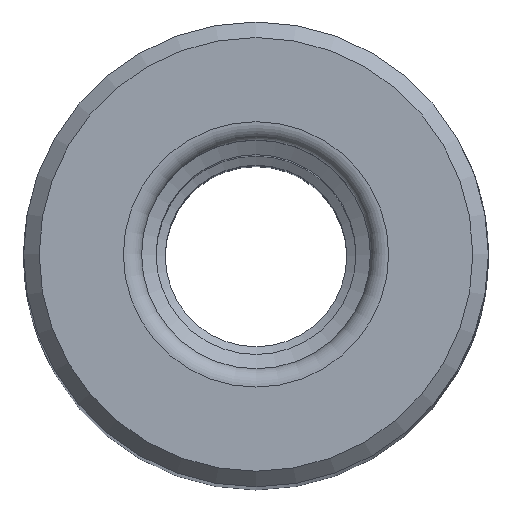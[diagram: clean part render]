
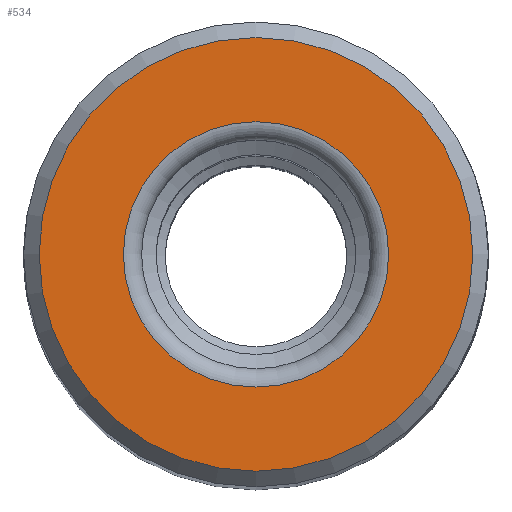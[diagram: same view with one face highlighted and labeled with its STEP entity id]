
A CAD part, top view. The second image highlights one B-rep face of the part: STEP entity #534.
In plain terms, the highlighted planar face has unit normal (0, 0, 1).
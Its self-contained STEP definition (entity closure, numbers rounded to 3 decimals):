
#32=PLANE('',#585);
#85=ORIENTED_EDGE('',*,*,#149,.F.);
#86=ORIENTED_EDGE('',*,*,#148,.T.);
#148=EDGE_CURVE('',#182,#182,#204,.T.);
#149=EDGE_CURVE('',#183,#183,#205,.T.);
#182=VERTEX_POINT('',#783);
#183=VERTEX_POINT('',#786);
#204=CIRCLE('',#584,11.85);
#205=CIRCLE('',#586,7.25);
#233=EDGE_LOOP('',(#85));
#234=EDGE_LOOP('',(#86));
#285=FACE_BOUND('',#233,.T.);
#286=FACE_BOUND('',#234,.T.);
#534=ADVANCED_FACE('',(#285,#286),#32,.F.);
#584=AXIS2_PLACEMENT_3D('',#782,#670,#671);
#585=AXIS2_PLACEMENT_3D('',#784,#672,#673);
#586=AXIS2_PLACEMENT_3D('',#785,#674,#675);
#670=DIRECTION('',(0.,0.,1.));
#671=DIRECTION('',(1.,0.,0.));
#672=DIRECTION('',(0.,0.,-1.));
#673=DIRECTION('',(-1.,0.,0.));
#674=DIRECTION('',(0.,0.,1.));
#675=DIRECTION('',(1.,0.,0.));
#782=CARTESIAN_POINT('',(0.,0.,127.5));
#783=CARTESIAN_POINT('',(11.85,0.,127.5));
#784=CARTESIAN_POINT('',(11.85,0.,127.5));
#785=CARTESIAN_POINT('',(0.,0.,127.5));
#786=CARTESIAN_POINT('',(7.25,0.,127.5));
